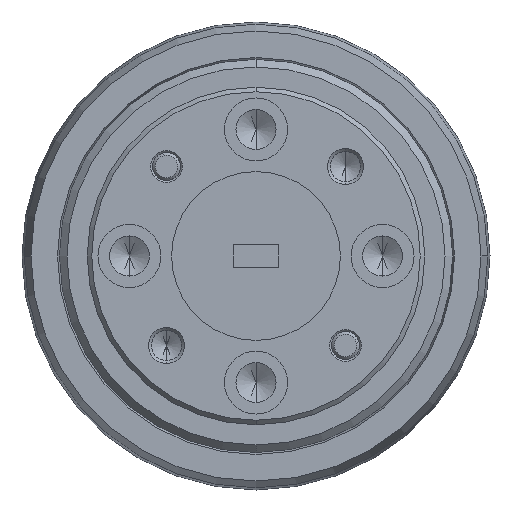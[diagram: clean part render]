
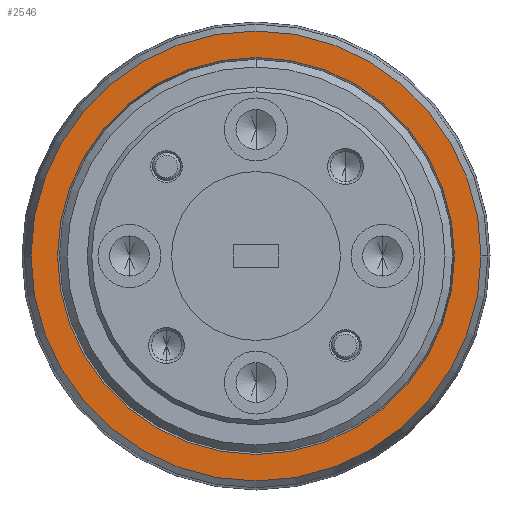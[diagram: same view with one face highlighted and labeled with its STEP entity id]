
A CAD part, front view. The second image highlights one B-rep face of the part: STEP entity #2546.
In plain terms, the highlighted planar face has unit normal (0, -1, 0).
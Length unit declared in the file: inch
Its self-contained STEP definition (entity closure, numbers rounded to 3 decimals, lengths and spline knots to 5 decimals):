
#129 = VERTEX_POINT ( 'NONE', #1747 ) ;
#153 = CIRCLE ( 'NONE', #875, 0.441 ) ;
#223 = CIRCLE ( 'NONE', #2813, 0.5 ) ;
#232 = CARTESIAN_POINT ( 'NONE',  ( 0., -0.17, 0. ) ) ;
#258 = VERTEX_POINT ( 'NONE', #1567 ) ;
#264 = DIRECTION ( 'NONE',  ( 1., 0., 0. ) ) ;
#342 = EDGE_LOOP ( 'NONE', ( #649, #1316 ) ) ;
#422 = CARTESIAN_POINT ( 'NONE',  ( 0., -0.17, 0. ) ) ;
#536 = PLANE ( 'NONE',  #3186 ) ;
#568 = CARTESIAN_POINT ( 'NONE',  ( 0., -0.17, 0. ) ) ;
#649 = ORIENTED_EDGE ( 'NONE', *, *, #766, .F. ) ;
#703 = DIRECTION ( 'NONE',  ( 0., 1., 0. ) ) ;
#766 = EDGE_CURVE ( 'NONE', #129, #2714, #223, .T. ) ;
#822 = DIRECTION ( 'NONE',  ( 0., 1., 0. ) ) ;
#875 = AXIS2_PLACEMENT_3D ( 'NONE', #422, #1682, #896 ) ;
#896 = DIRECTION ( 'NONE',  ( -1., 0., 0. ) ) ;
#961 = VERTEX_POINT ( 'NONE', #3322 ) ;
#1014 = FACE_OUTER_BOUND ( 'NONE', #342, .T. ) ;
#1094 = CARTESIAN_POINT ( 'NONE',  ( 0.5, -0.17, 0. ) ) ;
#1316 = ORIENTED_EDGE ( 'NONE', *, *, #2978, .F. ) ;
#1490 = DIRECTION ( 'NONE',  ( -1., 0., 0. ) ) ;
#1567 = CARTESIAN_POINT ( 'NONE',  ( -0.441, -0.17, 0. ) ) ;
#1682 = DIRECTION ( 'NONE',  ( 0., 1., 0. ) ) ;
#1747 = CARTESIAN_POINT ( 'NONE',  ( -0.5, -0.17, 0. ) ) ;
#1797 = CARTESIAN_POINT ( 'NONE',  ( 0., -0.17, 0. ) ) ;
#2161 = AXIS2_PLACEMENT_3D ( 'NONE', #232, #703, #1490 ) ;
#2166 = ORIENTED_EDGE ( 'NONE', *, *, #2966, .T. ) ;
#2285 = CIRCLE ( 'NONE', #3346, 0.441 ) ;
#2287 = DIRECTION ( 'NONE',  ( 0., 1., 0. ) ) ;
#2334 = ORIENTED_EDGE ( 'NONE', *, *, #2351, .T. ) ;
#2338 = DIRECTION ( 'NONE',  ( -1., 0., 0. ) ) ;
#2351 = EDGE_CURVE ( 'NONE', #258, #961, #153, .T. ) ;
#2496 = CIRCLE ( 'NONE', #2161, 0.5 ) ;
#2546 = ADVANCED_FACE ( 'NONE', ( #2678, #1014 ), #536, .T. ) ;
#2678 = FACE_BOUND ( 'NONE', #2972, .T. ) ;
#2714 = VERTEX_POINT ( 'NONE', #1094 ) ;
#2813 = AXIS2_PLACEMENT_3D ( 'NONE', #568, #822, #2963 ) ;
#2910 = CARTESIAN_POINT ( 'NONE',  ( -0.441, -0.17, 0. ) ) ;
#2963 = DIRECTION ( 'NONE',  ( -1., 0., 0. ) ) ;
#2966 = EDGE_CURVE ( 'NONE', #961, #258, #2285, .T. ) ;
#2972 = EDGE_LOOP ( 'NONE', ( #2166, #2334 ) ) ;
#2978 = EDGE_CURVE ( 'NONE', #2714, #129, #2496, .T. ) ;
#3186 = AXIS2_PLACEMENT_3D ( 'NONE', #2910, #3406, #264 ) ;
#3322 = CARTESIAN_POINT ( 'NONE',  ( 0.441, -0.17, 0. ) ) ;
#3346 = AXIS2_PLACEMENT_3D ( 'NONE', #1797, #2287, #2338 ) ;
#3406 = DIRECTION ( 'NONE',  ( 0., -1., 0. ) ) ;
